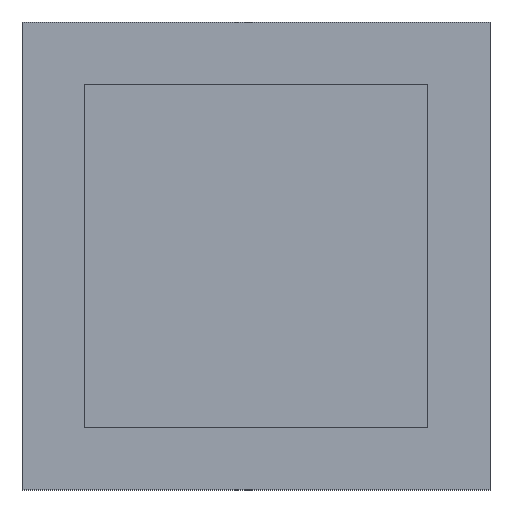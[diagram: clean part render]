
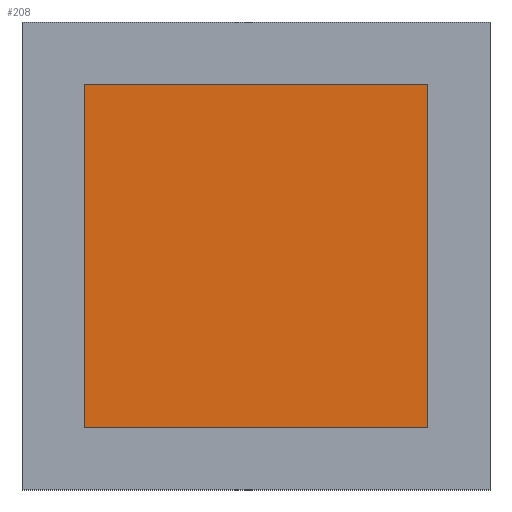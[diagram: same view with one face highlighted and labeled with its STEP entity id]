
A CAD part, front view. The second image highlights one B-rep face of the part: STEP entity #208.
In plain terms, the highlighted planar face has unit normal (0, -1, 0).
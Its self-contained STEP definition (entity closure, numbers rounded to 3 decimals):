
#4 = DIRECTION ( 'NONE',  ( 0., 0., -1. ) ) ;
#178 = EDGE_CURVE ( 'NONE', #581, #1478, #1323, .T. ) ;
#187 = EDGE_CURVE ( 'NONE', #342, #1351, #256, .T. ) ;
#208 = ADVANCED_FACE ( 'NONE', ( #740 ), #484, .T. ) ;
#256 = LINE ( 'NONE', #506, #595 ) ;
#286 = ORIENTED_EDGE ( 'NONE', *, *, #977, .F. ) ;
#342 = VERTEX_POINT ( 'NONE', #1440 ) ;
#370 = CARTESIAN_POINT ( 'NONE',  ( -30., 85., 30. ) ) ;
#375 = VECTOR ( 'NONE', #886, 1000. ) ;
#387 = DIRECTION ( 'NONE',  ( -1., 0., 0. ) ) ;
#435 = ORIENTED_EDGE ( 'NONE', *, *, #178, .F. ) ;
#443 = LINE ( 'NONE', #1002, #375 ) ;
#484 = PLANE ( 'NONE',  #1175 ) ;
#506 = CARTESIAN_POINT ( 'NONE',  ( -30., 85., -30. ) ) ;
#581 = VERTEX_POINT ( 'NONE', #1166 ) ;
#595 = VECTOR ( 'NONE', #387, 1000. ) ;
#721 = ORIENTED_EDGE ( 'NONE', *, *, #187, .F. ) ;
#732 = DIRECTION ( 'NONE',  ( 0., -1., 0. ) ) ;
#740 = FACE_OUTER_BOUND ( 'NONE', #1024, .T. ) ;
#751 = EDGE_CURVE ( 'NONE', #1351, #581, #1450, .T. ) ;
#774 = CARTESIAN_POINT ( 'NONE',  ( -30., 85., -30. ) ) ;
#886 = DIRECTION ( 'NONE',  ( 0., 0., -1. ) ) ;
#914 = CARTESIAN_POINT ( 'NONE',  ( 30., 85., 30. ) ) ;
#956 = CARTESIAN_POINT ( 'NONE',  ( 0., 85., 0. ) ) ;
#977 = EDGE_CURVE ( 'NONE', #1478, #342, #443, .T. ) ;
#1002 = CARTESIAN_POINT ( 'NONE',  ( 30., 85., 30. ) ) ;
#1024 = EDGE_LOOP ( 'NONE', ( #286, #435, #1062, #721 ) ) ;
#1062 = ORIENTED_EDGE ( 'NONE', *, *, #751, .F. ) ;
#1071 = DIRECTION ( 'NONE',  ( 0., 0., 1. ) ) ;
#1153 = VECTOR ( 'NONE', #1071, 1000. ) ;
#1166 = CARTESIAN_POINT ( 'NONE',  ( -30., 85., 30. ) ) ;
#1175 = AXIS2_PLACEMENT_3D ( 'NONE', #956, #732, #4 ) ;
#1323 = LINE ( 'NONE', #1346, #1557 ) ;
#1346 = CARTESIAN_POINT ( 'NONE',  ( -30., 85., 30. ) ) ;
#1351 = VERTEX_POINT ( 'NONE', #774 ) ;
#1440 = CARTESIAN_POINT ( 'NONE',  ( 30., 85., -30. ) ) ;
#1450 = LINE ( 'NONE', #370, #1153 ) ;
#1476 = DIRECTION ( 'NONE',  ( 1., 0., 0. ) ) ;
#1478 = VERTEX_POINT ( 'NONE', #914 ) ;
#1557 = VECTOR ( 'NONE', #1476, 1000. ) ;
